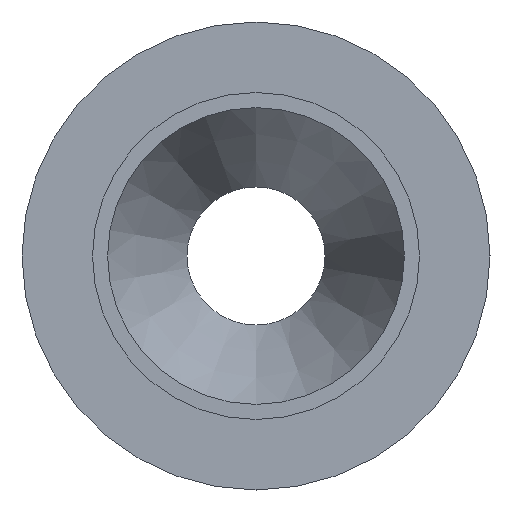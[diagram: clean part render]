
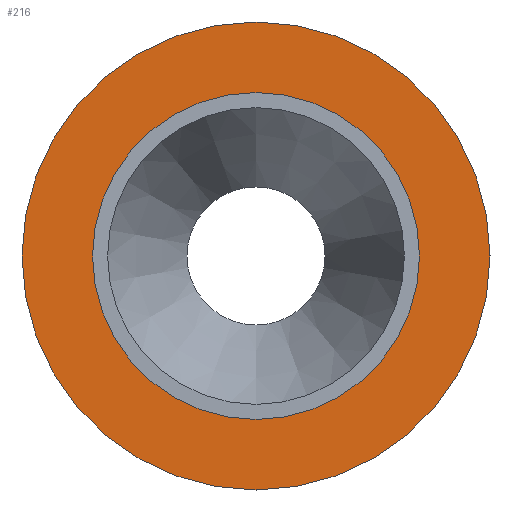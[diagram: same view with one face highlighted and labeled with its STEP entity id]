
A CAD part, left-side view. The second image highlights one B-rep face of the part: STEP entity #216.
In plain terms, the highlighted planar face has unit normal (-1, 0, 0).
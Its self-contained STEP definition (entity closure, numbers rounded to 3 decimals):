
#23 = CIRCLE ( 'NONE', #166, 37.45 ) ;
#37 = CARTESIAN_POINT ( 'NONE',  ( 0., 0., -37.45 ) ) ;
#44 = CIRCLE ( 'NONE', #70, 26.16 ) ;
#51 = EDGE_CURVE ( 'NONE', #249, #249, #23, .T. ) ;
#70 = AXIS2_PLACEMENT_3D ( 'NONE', #148, #282, #261 ) ;
#76 = CARTESIAN_POINT ( 'NONE',  ( 0., 0., 0. ) ) ;
#77 = DIRECTION ( 'NONE',  ( 1., 0., 0. ) ) ;
#122 = FACE_BOUND ( 'NONE', #140, .T. ) ;
#140 = EDGE_LOOP ( 'NONE', ( #354 ) ) ;
#141 = AXIS2_PLACEMENT_3D ( 'NONE', #177, #142, #326 ) ;
#142 = DIRECTION ( 'NONE',  ( 1., 0., 0. ) ) ;
#144 = PLANE ( 'NONE',  #141 ) ;
#148 = CARTESIAN_POINT ( 'NONE',  ( 0., 0., 0. ) ) ;
#166 = AXIS2_PLACEMENT_3D ( 'NONE', #76, #77, #197 ) ;
#177 = CARTESIAN_POINT ( 'NONE',  ( 0., 0., 0. ) ) ;
#178 = ORIENTED_EDGE ( 'NONE', *, *, #51, .F. ) ;
#197 = DIRECTION ( 'NONE',  ( 0., 0., -1. ) ) ;
#216 = ADVANCED_FACE ( 'NONE', ( #122, #310 ), #144, .F. ) ;
#240 = EDGE_CURVE ( 'NONE', #242, #242, #44, .T. ) ;
#242 = VERTEX_POINT ( 'NONE', #262 ) ;
#249 = VERTEX_POINT ( 'NONE', #37 ) ;
#261 = DIRECTION ( 'NONE',  ( 0., 0., -1. ) ) ;
#262 = CARTESIAN_POINT ( 'NONE',  ( 0., 0., -26.16 ) ) ;
#282 = DIRECTION ( 'NONE',  ( -1., 0., 0. ) ) ;
#292 = EDGE_LOOP ( 'NONE', ( #178 ) ) ;
#310 = FACE_OUTER_BOUND ( 'NONE', #292, .T. ) ;
#326 = DIRECTION ( 'NONE',  ( 0., 0., -1. ) ) ;
#354 = ORIENTED_EDGE ( 'NONE', *, *, #240, .F. ) ;
